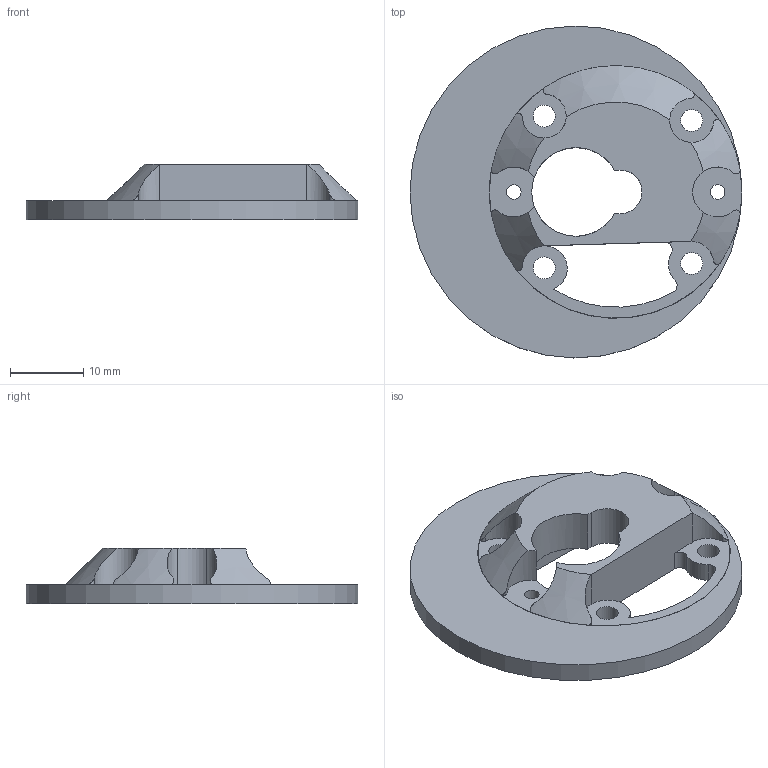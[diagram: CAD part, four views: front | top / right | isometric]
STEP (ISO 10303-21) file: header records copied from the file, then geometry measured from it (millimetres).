
FILE_DESCRIPTION(('STEP AP242'), '1');
FILE_NAME('Îïîðà', '', ('UNSPECIFIED'), ('UNSPECIFIED'), 'C3D Converter', 'C3D Toolkit', '');
FILE_SCHEMA(('AP242_MANAGED_MODEL_BASED_3D_ENGINEERING_MIM_LF { 1 0 10303 442 1 1 4 }'));
Length unit declared in the file: millimetre
Bounding box: 45.18 x 45.17 x 7.55 mm (x, y, z)
Volume: 4838.3 mm3; surface area: 4580.5 mm2
Topology: 2 solids, 2 shells, 55 faces, 146 edges, 94 vertices
Faces by surface type: cylinder 33, plane 17, cone 5
Full cylindrical faces by diameter (mm): 2 x2, 3 x4, 34.376 x1
Entity records: 3084 total; most frequent: CARTESIAN_POINT 1203, DIRECTION 300, ORIENTED_EDGE 278, EDGE_CURVE 139, AXIS2_PLACEMENT_3D 127, VERTEX_POINT 94, EDGE_LOOP 77, CIRCLE 71
